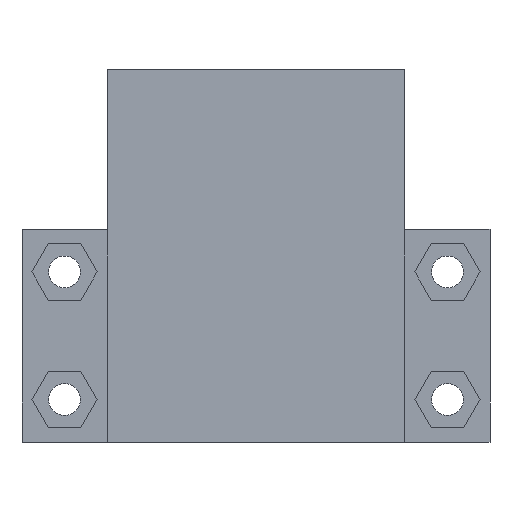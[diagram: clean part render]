
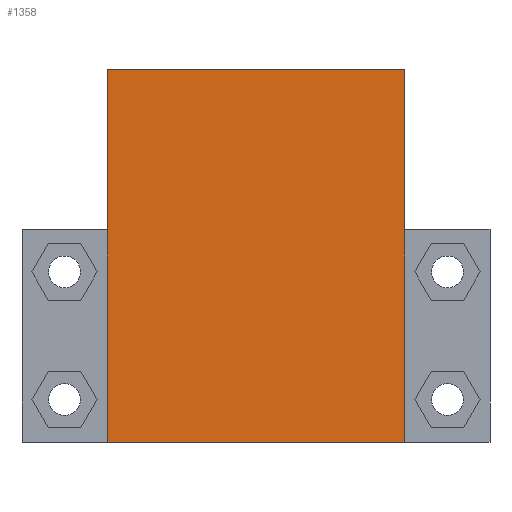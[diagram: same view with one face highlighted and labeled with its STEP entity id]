
A CAD part, left-side view. The second image highlights one B-rep face of the part: STEP entity #1358.
In plain terms, the highlighted planar face has unit normal (-1, 0, 0).
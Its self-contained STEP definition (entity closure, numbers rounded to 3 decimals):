
#133=FACE_OUTER_BOUND('',#213,.T.);
#213=EDGE_LOOP('',(#1166,#1167,#1168,#1169));
#266=LINE('',#1936,#423);
#376=LINE('',#2184,#533);
#380=LINE('',#2192,#537);
#381=LINE('',#2193,#538);
#423=VECTOR('',#1558,10.);
#533=VECTOR('',#1782,10.);
#537=VECTOR('',#1792,10.);
#538=VECTOR('',#1793,10.);
#582=VERTEX_POINT('',#1933);
#583=VERTEX_POINT('',#1935);
#663=VERTEX_POINT('',#2181);
#664=VERTEX_POINT('',#2183);
#717=EDGE_CURVE('',#582,#583,#266,.T.);
#843=EDGE_CURVE('',#663,#664,#376,.T.);
#847=EDGE_CURVE('',#664,#582,#380,.T.);
#848=EDGE_CURVE('',#583,#663,#381,.T.);
#1166=ORIENTED_EDGE('',*,*,#717,.F.);
#1167=ORIENTED_EDGE('',*,*,#847,.F.);
#1168=ORIENTED_EDGE('',*,*,#843,.F.);
#1169=ORIENTED_EDGE('',*,*,#848,.F.);
#1298=PLANE('',#1467);
#1358=ADVANCED_FACE('',(#133),#1298,.T.);
#1467=AXIS2_PLACEMENT_3D('',#2191,#1790,#1791);
#1558=DIRECTION('',(0.,0.,-1.));
#1782=DIRECTION('',(0.,0.,1.));
#1790=DIRECTION('center_axis',(-1.,0.,0.));
#1791=DIRECTION('ref_axis',(0.,-1.,0.));
#1792=DIRECTION('',(0.,-1.,0.));
#1793=DIRECTION('',(0.,1.,0.));
#1933=CARTESIAN_POINT('',(-14.,-14.,5.));
#1935=CARTESIAN_POINT('',(-14.,-14.,-30.));
#1936=CARTESIAN_POINT('',(-14.,-14.,0.));
#2181=CARTESIAN_POINT('',(-14.,14.,-30.));
#2183=CARTESIAN_POINT('',(-14.,14.,5.));
#2184=CARTESIAN_POINT('',(-14.,14.,0.));
#2191=CARTESIAN_POINT('Origin',(-14.,14.,0.));
#2192=CARTESIAN_POINT('',(-14.,14.,5.));
#2193=CARTESIAN_POINT('',(-14.,-14.,-30.));
